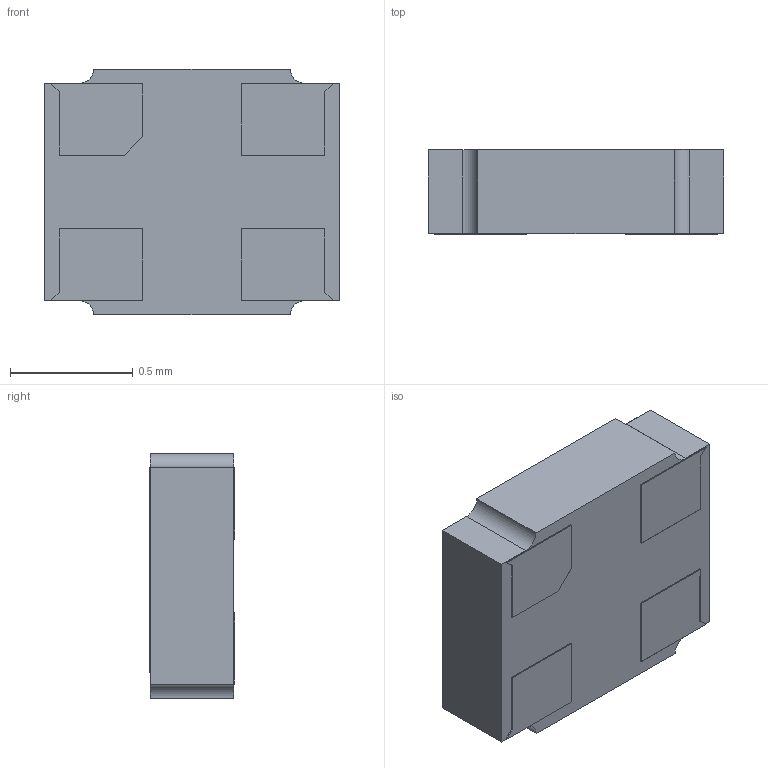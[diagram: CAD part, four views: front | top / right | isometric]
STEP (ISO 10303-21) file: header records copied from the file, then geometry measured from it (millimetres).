
FILE_DESCRIPTION (( 'STEP AP214' ), '1' );
FILE_NAME ('ABS04W.STEP', '2018-05-23T14:07:52', ( 'sathu' ), ( '' ), 'SwSTEP 2.0', 'SolidWorks 2017', '' );
FILE_SCHEMA (( 'AUTOMOTIVE_DESIGN' ));
Length unit declared in the file: millimetre
Products named in the file (1): ABS04W
Bounding box: 1.2 x 0.35 x 1 mm (x, y, z)
Volume: 0.4 mm3; surface area: 3.8 mm2
Topology: 1 solids, 1 shells, 139 faces, 363 edges, 242 vertices
Faces by surface type: plane 102, bspline 33, cylinder 4
Entity records: 6561 total; most frequent: CARTESIAN_POINT 2834, ORIENTED_EDGE 726, DIRECTION 519, EDGE_CURVE 363, VECTOR 289, LINE 289, VERTEX_POINT 242, EDGE_LOOP 155
